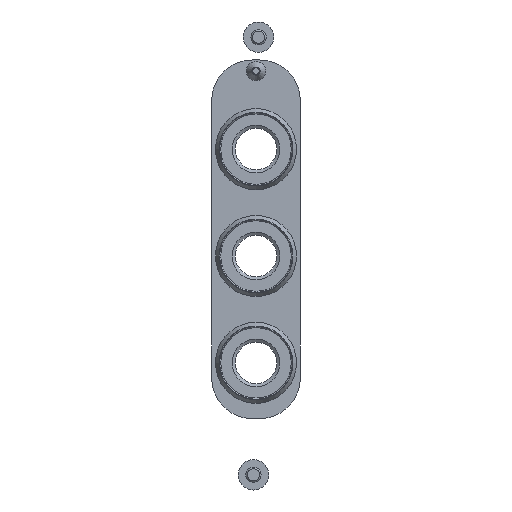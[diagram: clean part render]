
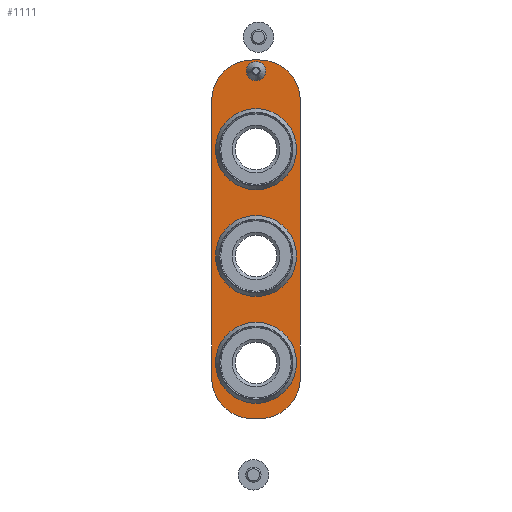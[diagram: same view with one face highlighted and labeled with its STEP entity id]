
A CAD part, front view. The second image highlights one B-rep face of the part: STEP entity #1111.
In plain terms, the highlighted planar face has unit normal (0, -1, 0).
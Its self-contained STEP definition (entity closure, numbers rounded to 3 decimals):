
#35=LINE('',#1820,#75);
#40=LINE('',#1835,#80);
#44=LINE('',#1847,#84);
#48=LINE('',#1859,#88);
#75=VECTOR('',#1433,1000.);
#80=VECTOR('',#1446,1000.);
#84=VECTOR('',#1458,1000.);
#88=VECTOR('',#1470,1000.);
#155=PLANE('',#1249);
#243=ORIENTED_EDGE('',*,*,#475,.F.);
#244=ORIENTED_EDGE('',*,*,#476,.F.);
#245=ORIENTED_EDGE('',*,*,#477,.F.);
#246=ORIENTED_EDGE('',*,*,#478,.F.);
#247=ORIENTED_EDGE('',*,*,#474,.F.);
#248=ORIENTED_EDGE('',*,*,#467,.F.);
#249=ORIENTED_EDGE('',*,*,#464,.F.);
#250=ORIENTED_EDGE('',*,*,#461,.F.);
#251=ORIENTED_EDGE('',*,*,#458,.F.);
#252=ORIENTED_EDGE('',*,*,#455,.F.);
#253=ORIENTED_EDGE('',*,*,#452,.F.);
#254=ORIENTED_EDGE('',*,*,#448,.F.);
#448=EDGE_CURVE('',#575,#576,#35,.T.);
#452=EDGE_CURVE('',#576,#579,#682,.T.);
#455=EDGE_CURVE('',#579,#581,#40,.T.);
#458=EDGE_CURVE('',#581,#583,#684,.T.);
#461=EDGE_CURVE('',#583,#585,#44,.T.);
#464=EDGE_CURVE('',#585,#587,#686,.T.);
#467=EDGE_CURVE('',#587,#589,#48,.T.);
#474=EDGE_CURVE('',#589,#575,#692,.T.);
#475=EDGE_CURVE('',#594,#594,#693,.F.);
#476=EDGE_CURVE('',#595,#595,#694,.F.);
#477=EDGE_CURVE('',#596,#596,#695,.F.);
#478=EDGE_CURVE('',#597,#597,#696,.F.);
#575=VERTEX_POINT('',#1821);
#576=VERTEX_POINT('',#1822);
#579=VERTEX_POINT('',#1830);
#581=VERTEX_POINT('',#1836);
#583=VERTEX_POINT('',#1842);
#585=VERTEX_POINT('',#1848);
#587=VERTEX_POINT('',#1854);
#589=VERTEX_POINT('',#1860);
#594=VERTEX_POINT('',#1876);
#595=VERTEX_POINT('',#1878);
#596=VERTEX_POINT('',#1880);
#597=VERTEX_POINT('',#1882);
#682=CIRCLE('',#1231,8.);
#684=CIRCLE('',#1235,8.);
#686=CIRCLE('',#1239,8.);
#692=CIRCLE('',#1248,8.);
#693=CIRCLE('',#1250,1.9);
#694=CIRCLE('',#1251,8.);
#695=CIRCLE('',#1252,8.);
#696=CIRCLE('',#1253,8.);
#787=EDGE_LOOP('',(#243));
#788=EDGE_LOOP('',(#244));
#789=EDGE_LOOP('',(#245));
#790=EDGE_LOOP('',(#246));
#791=EDGE_LOOP('',(#247,#248,#249,#250,#251,#252,#253,#254));
#945=FACE_BOUND('',#787,.T.);
#946=FACE_BOUND('',#788,.T.);
#947=FACE_BOUND('',#789,.T.);
#948=FACE_BOUND('',#790,.T.);
#949=FACE_BOUND('',#791,.T.);
#1111=ADVANCED_FACE('',(#945,#946,#947,#948,#949),#155,.F.);
#1231=AXIS2_PLACEMENT_3D('',#1829,#1439,#1440);
#1235=AXIS2_PLACEMENT_3D('',#1841,#1451,#1452);
#1239=AXIS2_PLACEMENT_3D('',#1853,#1463,#1464);
#1248=AXIS2_PLACEMENT_3D('',#1873,#1485,#1486);
#1249=AXIS2_PLACEMENT_3D('',#1874,#1487,#1488);
#1250=AXIS2_PLACEMENT_3D('',#1875,#1489,#1490);
#1251=AXIS2_PLACEMENT_3D('',#1877,#1491,#1492);
#1252=AXIS2_PLACEMENT_3D('',#1879,#1493,#1494);
#1253=AXIS2_PLACEMENT_3D('',#1881,#1495,#1496);
#1433=DIRECTION('',(0.,0.,1.));
#1439=DIRECTION('',(0.,1.,0.));
#1440=DIRECTION('',(1.,0.,0.));
#1446=DIRECTION('',(1.,0.,0.));
#1451=DIRECTION('',(0.,1.,0.));
#1452=DIRECTION('',(1.,0.,0.));
#1458=DIRECTION('',(0.,0.,-1.));
#1463=DIRECTION('',(0.,1.,0.));
#1464=DIRECTION('',(1.,0.,0.));
#1470=DIRECTION('',(-1.,0.,0.));
#1485=DIRECTION('',(0.,1.,0.));
#1486=DIRECTION('',(1.,0.,0.));
#1487=DIRECTION('',(0.,1.,0.));
#1488=DIRECTION('',(0.,0.,1.));
#1489=DIRECTION('',(0.,1.,0.));
#1490=DIRECTION('',(0.,0.,1.));
#1491=DIRECTION('',(0.,1.,0.));
#1492=DIRECTION('',(0.,0.,1.));
#1493=DIRECTION('',(0.,1.,0.));
#1494=DIRECTION('',(0.,0.,1.));
#1495=DIRECTION('',(0.,1.,0.));
#1496=DIRECTION('',(0.,0.,1.));
#1820=CARTESIAN_POINT('',(-32.1,0.,-0.75));
#1821=CARTESIAN_POINT('',(-32.1,0.,-0.75));
#1822=CARTESIAN_POINT('',(-32.1,0.,0.75));
#1829=CARTESIAN_POINT('',(-24.1,0.,0.75));
#1830=CARTESIAN_POINT('',(-24.1,0.,8.75));
#1835=CARTESIAN_POINT('',(-24.1,0.,8.75));
#1836=CARTESIAN_POINT('',(30.7,0.,8.75));
#1841=CARTESIAN_POINT('',(30.7,0.,0.75));
#1842=CARTESIAN_POINT('',(38.7,0.,0.75));
#1847=CARTESIAN_POINT('',(38.7,0.,0.75));
#1848=CARTESIAN_POINT('',(38.7,0.,-0.75));
#1853=CARTESIAN_POINT('',(30.7,0.,-0.75));
#1854=CARTESIAN_POINT('',(30.7,0.,-8.75));
#1859=CARTESIAN_POINT('',(30.7,0.,-8.75));
#1860=CARTESIAN_POINT('',(-24.1,0.,-8.75));
#1873=CARTESIAN_POINT('',(-24.1,0.,-0.75));
#1874=CARTESIAN_POINT('',(-24.1,0.,-0.75));
#1875=CARTESIAN_POINT('',(36.5,0.,0.));
#1876=CARTESIAN_POINT('',(36.5,0.,1.9));
#1877=CARTESIAN_POINT('',(21.1,0.,0.));
#1878=CARTESIAN_POINT('',(21.1,0.,8.));
#1879=CARTESIAN_POINT('',(-21.1,0.,0.));
#1880=CARTESIAN_POINT('',(-21.1,0.,8.));
#1881=CARTESIAN_POINT('',(0.,0.,0.));
#1882=CARTESIAN_POINT('',(0.,0.,8.));
